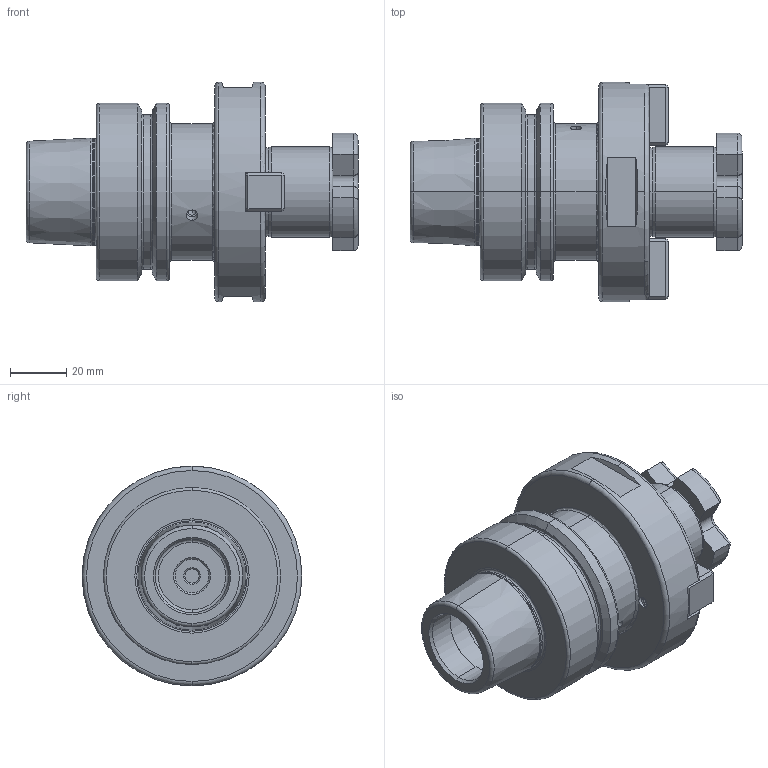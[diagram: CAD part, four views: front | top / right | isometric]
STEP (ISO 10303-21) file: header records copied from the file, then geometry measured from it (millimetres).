
FILE_DESCRIPTION (( 'STEP AP203' ), '1' );
FILE_NAME ('F63.11.32.STEP', '2017-12-26T03:32:50', ( '' ), ( '' ), 'SwSTEP 2.0', 'SolidWorks 2012', '' );
FILE_SCHEMA (( 'CONFIG_CONTROL_DESIGN' ));
Length unit declared in the file: millimetre
Products named in the file (5): 十字螺絲FMB32; 102.11.32_M5xP0.8-14L; F63.11.32; 面銑刀墊塊32
Assembly tree (6 placements, depth 2):
  F63.11.32
    F63.11.32
    面銑刀墊塊32  x2
    102.11.32_M5xP0.8-14L  x2
    十字螺絲FMB32
Bounding box: 118 x 78 x 78 mm (x, y, z)
Volume: 221788.6 mm3; surface area: 48739.3 mm2
Topology: 6 solids, 6 shells, 502 faces, 1248 edges, 768 vertices
Faces by surface type: cylinder 235, plane 125, torus 60, cone 58, bspline 24
Entity records: 25415 total; most frequent: CARTESIAN_POINT 16010, ORIENTED_EDGE 2012, DIRECTION 1739, EDGE_CURVE 1006, AXIS2_PLACEMENT_3D 678, VERTEX_POINT 623, EDGE_LOOP 429, FACE_OUTER_BOUND 402
